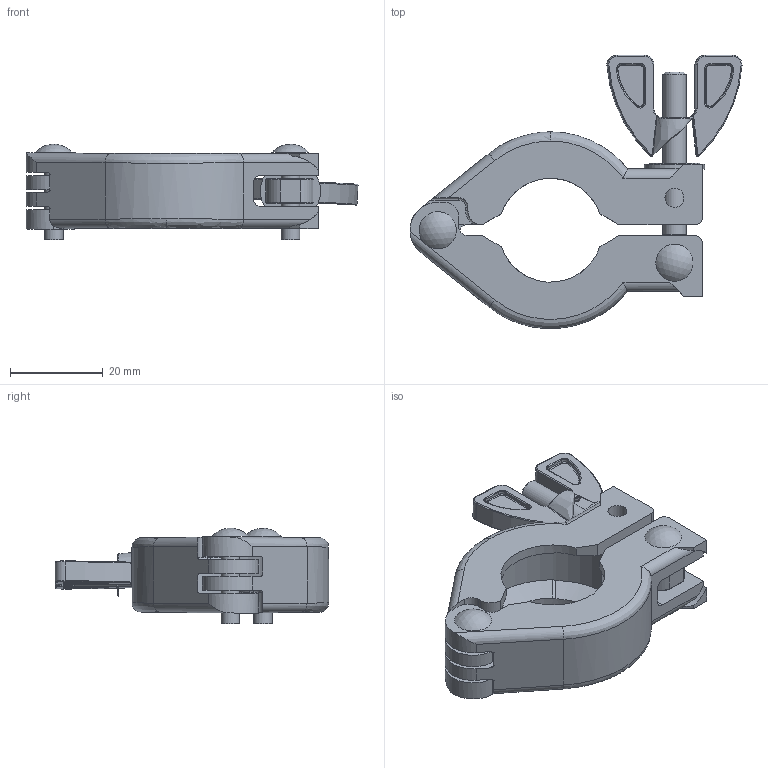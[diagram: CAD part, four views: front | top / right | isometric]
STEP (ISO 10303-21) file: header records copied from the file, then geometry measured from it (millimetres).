
FILE_DESCRIPTION(/* description */ (''),/* implementation_level */ '2;1');
FILE_NAME(/* name */ 'FL-C16KF.stp',/* time_stamp */ '2018-03-28T11:53:48+01:00',/* author */ ('paul'),/* organization */ (''),/* preprocessor_version */ 'ST-DEVELOPER v17',/* originating_system */ 'Autodesk Inventor 2018',/* authorisation */ '');
FILE_SCHEMA (('AUTOMOTIVE_DESIGN { 1 0 10303 214 3 1 1 }'));
Length unit declared in the file: millimetre
Products named in the file (1): FL-C16KF
Bounding box: 71.54 x 58.9 x 20.56 mm (x, y, z)
Volume: 18778.7 mm3; surface area: 13213 mm2
Topology: 7 solids, 7 shells, 345 faces, 897 edges, 571 vertices
Faces by surface type: cylinder 126, plane 103, torus 66, bspline 34, cone 14, sphere 2
Full cylindrical faces by diameter (mm): 3.3 x2, 4 x2, 4.1 x8, 4.2 x1, 4.4 x1, 4.5 x1, 5 x1, 5.2 x1, 13 x1
Entity records: 12450 total; most frequent: CARTESIAN_POINT 3935, DIRECTION 1822, ORIENTED_EDGE 1786, EDGE_CURVE 893, AXIS2_PLACEMENT_3D 739, VERTEX_POINT 571, EDGE_LOOP 376, CIRCLE 353
